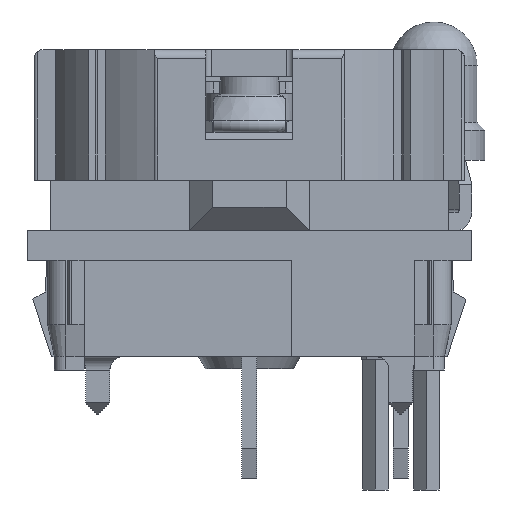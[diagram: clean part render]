
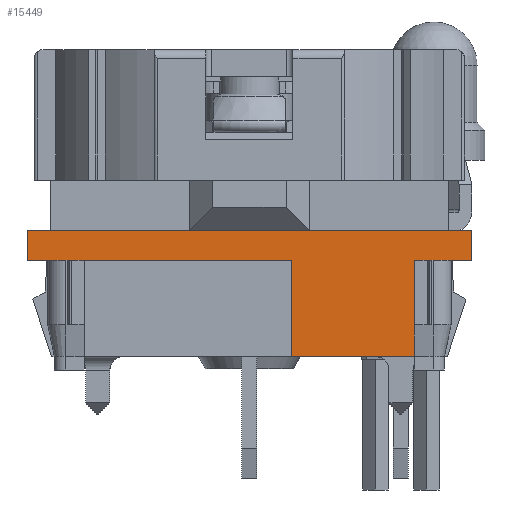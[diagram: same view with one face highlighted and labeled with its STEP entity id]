
A CAD part, front view. The second image highlights one B-rep face of the part: STEP entity #15449.
In plain terms, the highlighted planar face has unit normal (0, -1, 0).
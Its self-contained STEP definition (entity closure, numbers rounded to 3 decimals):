
#14364=CARTESIAN_POINT('',(6.725,-5.5,-4.65));
#14365=VERTEX_POINT('',#14364);
#14540=CARTESIAN_POINT('',(-6.725,-5.5,-4.65));
#14541=VERTEX_POINT('',#14540);
#14614=CARTESIAN_POINT('',(-5.5,-5.5,-4.65));
#14615=VERTEX_POINT('',#14614);
#14662=CARTESIAN_POINT('',(1.4,-5.5,-7.85));
#14663=VERTEX_POINT('',#14662);
#14670=CARTESIAN_POINT('',(1.4,-5.5,-4.65));
#14671=VERTEX_POINT('',#14670);
#14672=CARTESIAN_POINT('',(1.4,-5.5,-7.85));
#14673=DIRECTION('',(0.0,0.0,1.0));
#14674=VECTOR('',#14673,1.0);
#14675=LINE('',#14672,#14674);
#14676=EDGE_CURVE('no 10275',#14663,#14671,#14675,.T.);
#14695=CARTESIAN_POINT('',(5.5,-5.5,-7.85));
#14696=VERTEX_POINT('',#14695);
#14715=CARTESIAN_POINT('',(5.5,-5.5,-4.65));
#14716=VERTEX_POINT('',#14715);
#14723=CARTESIAN_POINT('',(5.5,-5.5,-7.85));
#14724=DIRECTION('',(0.0,0.0,1.0));
#14725=VECTOR('',#14724,1.0);
#14726=LINE('',#14723,#14725);
#14727=EDGE_CURVE('no 10276',#14696,#14716,#14726,.T.);
#14738=CARTESIAN_POINT('',(7.4,-5.5,-4.65));
#14739=DIRECTION('',(-1.0,0.0,0.0));
#14740=VECTOR('',#14739,1.0);
#14741=LINE('',#14738,#14740);
#14742=EDGE_CURVE('no 10273',#14615,#14541,#14741,.T.);
#14784=CARTESIAN_POINT('',(7.4,-5.5,-4.65));
#14785=DIRECTION('',(-1.0,0.0,0.0));
#14786=VECTOR('',#14785,1.0);
#14787=LINE('',#14784,#14786);
#14788=EDGE_CURVE('no 10277',#14365,#14716,#14787,.T.);
#14839=CARTESIAN_POINT('',(-2.0,-5.5,-3.65));
#14840=VERTEX_POINT('',#14839);
#14849=CARTESIAN_POINT('',(2.0,-5.5,-3.65));
#14850=VERTEX_POINT('',#14849);
#14851=CARTESIAN_POINT('',(7.4,-5.5,-3.65));
#14852=DIRECTION('',(-1.0,0.0,0.0));
#14853=VECTOR('',#14852,1.0);
#14854=LINE('',#14851,#14853);
#14855=EDGE_CURVE('no 10271',#14850,#14840,#14854,.T.);
#14882=CARTESIAN_POINT('',(7.4,-5.5,-4.65));
#14883=DIRECTION('',(-1.0,0.0,0.0));
#14884=VECTOR('',#14883,1.0);
#14885=LINE('',#14882,#14884);
#14886=EDGE_CURVE('no 10274',#14671,#14615,#14885,.T.);
#14898=CARTESIAN_POINT('',(7.4,-5.5,-3.65));
#14899=VERTEX_POINT('',#14898);
#14906=CARTESIAN_POINT('',(7.4,-5.5,-4.65));
#14907=VERTEX_POINT('',#14906);
#14908=CARTESIAN_POINT('',(7.4,-5.5,-4.65));
#14909=DIRECTION('',(0.0,0.0,1.0));
#14910=VECTOR('',#14909,1.0);
#14911=LINE('',#14908,#14910);
#14912=EDGE_CURVE('no 10278',#14907,#14899,#14911,.T.);
#15373=CARTESIAN_POINT('',(-7.4,-5.5,-3.65));
#15374=VERTEX_POINT('',#15373);
#15382=CARTESIAN_POINT('',(-7.4,-5.5,-4.65));
#15383=VERTEX_POINT('',#15382);
#15390=CARTESIAN_POINT('',(-7.4,-5.5,-4.65));
#15391=DIRECTION('',(0.0,0.0,1.0));
#15392=VECTOR('',#15391,1.0);
#15393=LINE('',#15390,#15392);
#15394=EDGE_CURVE('no 10272',#15383,#15374,#15393,.T.);
#15404=CARTESIAN_POINT('',(7.4,-5.5,-3.65));
#15405=DIRECTION('',(-1.0,0.0,0.0));
#15406=VECTOR('',#15405,1.0);
#15407=LINE('',#15404,#15406);
#15408=EDGE_CURVE('no 9943',#14899,#14850,#15407,.T.);
#15409=ORIENTED_EDGE('',*,*,#15408,.T.);
#15410=ORIENTED_EDGE('',*,*,#14855,.T.);
#15411=CARTESIAN_POINT('',(7.4,-5.5,-3.65));
#15412=DIRECTION('',(-1.0,0.0,0.0));
#15413=VECTOR('',#15412,1.0);
#15414=LINE('',#15411,#15413);
#15415=EDGE_CURVE('no 10270',#14840,#15374,#15414,.T.);
#15416=ORIENTED_EDGE('',*,*,#15415,.T.);
#15417=ORIENTED_EDGE('',*,*,#15394,.F.);
#15418=CARTESIAN_POINT('',(7.4,-5.5,-4.65));
#15419=DIRECTION('',(-1.0,0.0,0.0));
#15420=VECTOR('',#15419,1.0);
#15421=LINE('',#15418,#15420);
#15422=EDGE_CURVE('no 10209',#14541,#15383,#15421,.T.);
#15423=ORIENTED_EDGE('',*,*,#15422,.F.);
#15424=ORIENTED_EDGE('',*,*,#14742,.F.);
#15425=ORIENTED_EDGE('',*,*,#14886,.F.);
#15426=ORIENTED_EDGE('',*,*,#14676,.F.);
#15427=CARTESIAN_POINT('',(5.5,-5.5,-7.85));
#15428=DIRECTION('',(-1.0,0.0,0.0));
#15429=VECTOR('',#15428,1.0);
#15430=LINE('',#15427,#15429);
#15431=EDGE_CURVE('no 10142',#14696,#14663,#15430,.T.);
#15432=ORIENTED_EDGE('',*,*,#15431,.F.);
#15433=ORIENTED_EDGE('',*,*,#14727,.T.);
#15434=ORIENTED_EDGE('',*,*,#14788,.F.);
#15435=CARTESIAN_POINT('',(7.4,-5.5,-4.65));
#15436=DIRECTION('',(-1.0,0.0,0.0));
#15437=VECTOR('',#15436,1.0);
#15438=LINE('',#15435,#15437);
#15439=EDGE_CURVE('no 10201',#14907,#14365,#15438,.T.);
#15440=ORIENTED_EDGE('',*,*,#15439,.F.);
#15441=ORIENTED_EDGE('',*,*,#14912,.T.);
#15442=EDGE_LOOP('',(
    #15409,#15410,#15416,#15417,#15423,#15424,#15425,#15426,#15432,#15433,
    #15434,#15440,#15441));
#15443=FACE_OUTER_BOUND('',#15442,.T.);
#15444=CARTESIAN_POINT('',(7.4,-5.5,-4.65));
#15445=DIRECTION('',(-0.0,1.0,0.0));
#15446=DIRECTION('',(-1.0,-0.0,0.0));
#15447=AXIS2_PLACEMENT_3D('',#15444,#15445,#15446);
#15448=PLANE('',#15447);
#15449=ADVANCED_FACE('no 3983',(#15443),#15448,.F.);
